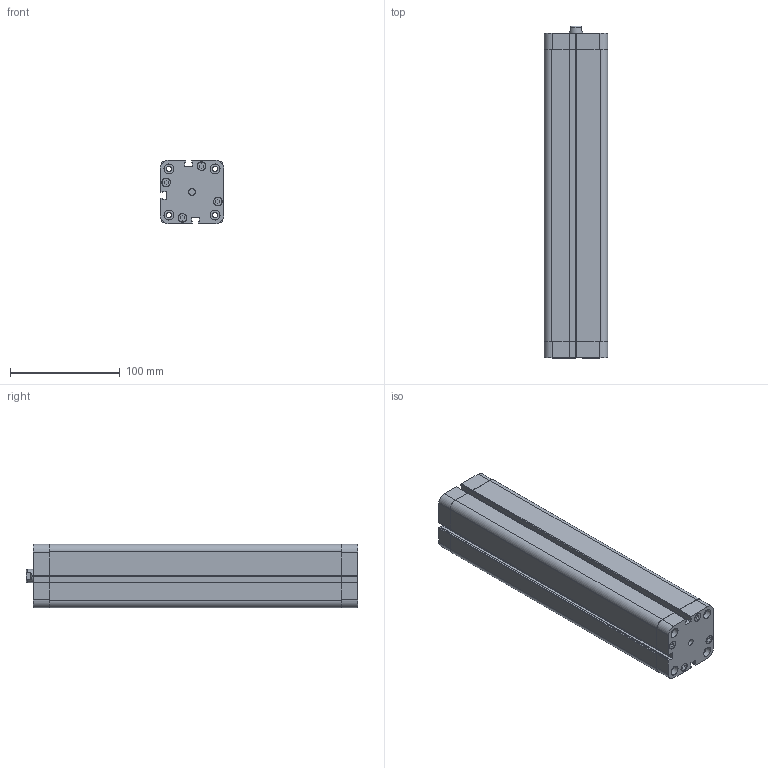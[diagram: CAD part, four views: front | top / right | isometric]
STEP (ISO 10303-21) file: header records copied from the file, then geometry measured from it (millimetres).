
FILE_DESCRIPTION((''),'2;1');
FILE_NAME('ADM040.250.GS.F.stp','2011-07-27T16:26:39',('Administrator'),(''),'Autodesk Inventor 2012','Autodesk Inventor 2012','');
FILE_SCHEMA(('AUTOMOTIVE_DESIGN { 1 0 10303 214 1 1 1 1 }'));
Length unit declared in the file: millimetre
Products named in the file (1): ADM040.250.GS.F
Bounding box: 58.1 x 302 x 58.1 mm (x, y, z)
Volume: 924285.2 mm3; surface area: 105019.6 mm2
Topology: 1 solids, 1 shells, 249 faces, 627 edges, 418 vertices
Faces by surface type: plane 152, cylinder 95, cone 1, torus 1
Full cylindrical faces by diameter (mm): 4.917 x5, 6 x1, 6.25 x1, 7.5 x8, 8 x8, 8.566 x2, 9 x8, 12 x1, 13.6 x1
Entity records: 7610 total; most frequent: CARTESIAN_POINT 1292, DIRECTION 1278, ORIENTED_EDGE 1172, EDGE_CURVE 586, AXIS2_PLACEMENT_3D 444, VERTEX_POINT 414, VECTOR 390, LINE 390
